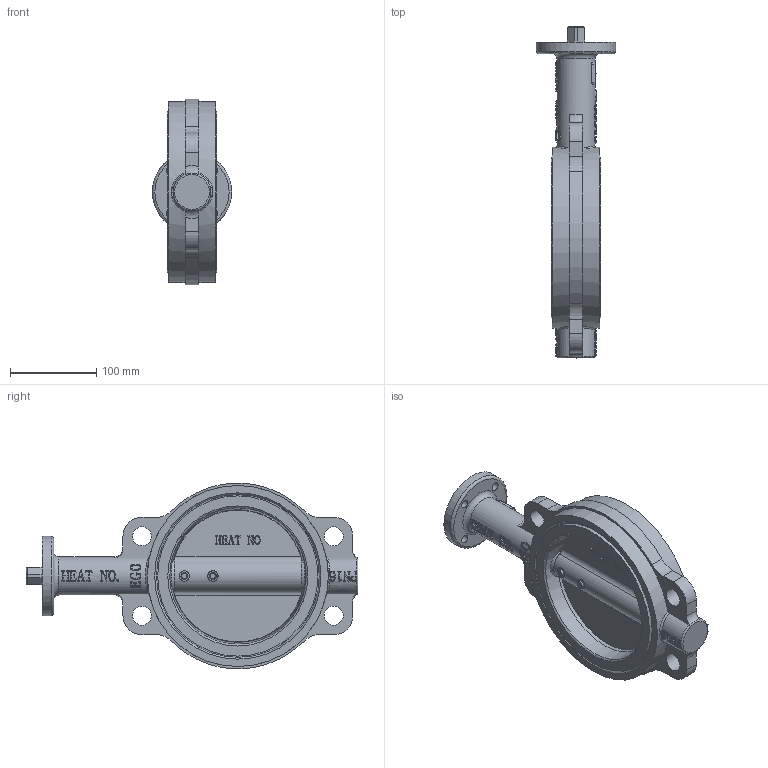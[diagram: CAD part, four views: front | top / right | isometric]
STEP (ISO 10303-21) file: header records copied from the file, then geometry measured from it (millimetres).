
FILE_DESCRIPTION(/* description */ (''),/* implementation_level */ '2;1');
FILE_NAME(/* name */ 'DN150 253W.stp',/* time_stamp */ '2019-05-02T11:39:01+02:00',/* author */ ('A8711351'),/* organization */ (''),/* preprocessor_version */ 'ST-DEVELOPER v16.5',/* originating_system */ 'Autodesk Inventor LT',/* authorisation */ '');
FILE_SCHEMA (('AUTOMOTIVE_DESIGN { 1 0 10303 214 3 1 1 }'));
Products named in the file (1): Î¦+õ¦Õ1
Bounding box: 92 x 384 x 215 mm (x, y, z)
Volume: 1552665.2 mm3; surface area: 308093.9 mm2
Topology: 8 solids, 8 shells, 1157 faces, 4384 edges, 3406 vertices
Faces by surface type: plane 626, bspline 393, cylinder 106, cone 18, torus 12, sphere 2
Full cylindrical faces by diameter (mm): 10 x4, 18.92 x1, 19.05 x2, 22 x4, 23.8 x3, 44 x1, 55 x1, 92 x1, 185.4 x2, 188.4 x2, 209.4 x2
Entity records: 121662 total; most frequent: CARTESIAN_POINT 87479, ORIENTED_EDGE 8644, DIRECTION 4768, EDGE_CURVE 4322, VERTEX_POINT 3389, LINE 2360, VECTOR 2360, B_SPLINE_CURVE_WITH_KNOTS 1507
